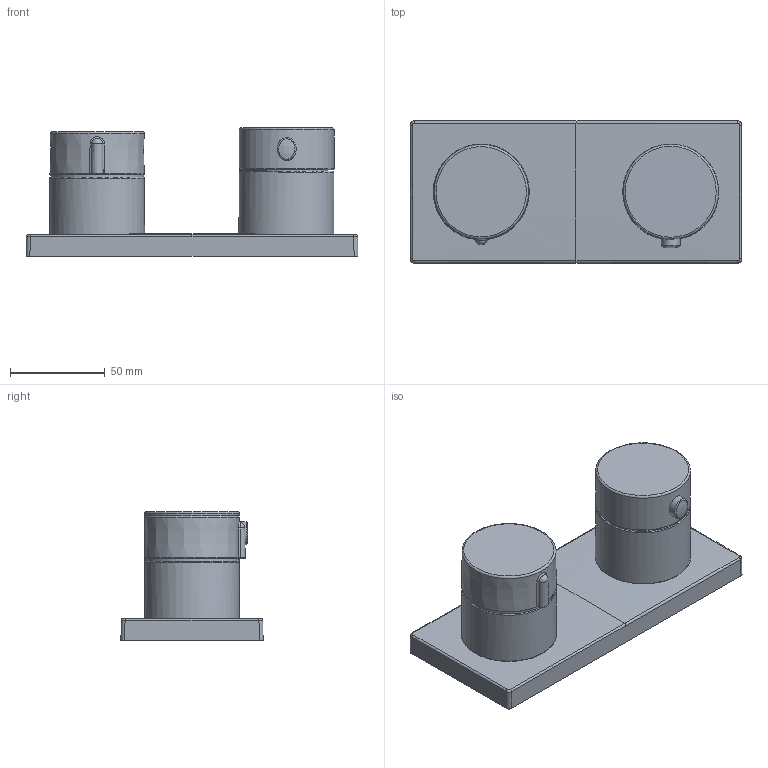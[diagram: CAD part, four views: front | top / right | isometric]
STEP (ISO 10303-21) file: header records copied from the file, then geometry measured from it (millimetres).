
FILE_DESCRIPTION (( 'STEP AP203' ), '1' );
FILE_NAME ('2209C+44739503.STEP', '2017-03-09T05:45:23', ( '' ), ( '' ), 'SwSTEP 2.0', 'SolidWorks 2016', '' );
FILE_SCHEMA (( 'CONFIG_CONTROL_DESIGN' ));
Length unit declared in the file: millimetre
Products named in the file (1): 2209C+44739503
Bounding box: 175 x 75 x 68.02 mm (x, y, z)
Volume: 370042.1 mm3; surface area: 57490.2 mm2
Topology: 3 solids, 3 shells, 54 faces, 108 edges, 67 vertices
Faces by surface type: bspline 22, plane 12, cylinder 8, torus 7, cone 3, sphere 2
Full cylindrical faces by diameter (mm): 49 x1, 50 x3
Entity records: 3101 total; most frequent: CARTESIAN_POINT 2158, ORIENTED_EDGE 178, DIRECTION 130, EDGE_CURVE 89, EDGE_LOOP 74, FACE_OUTER_BOUND 65, VERTEX_POINT 61, AXIS2_PLACEMENT_3D 59
